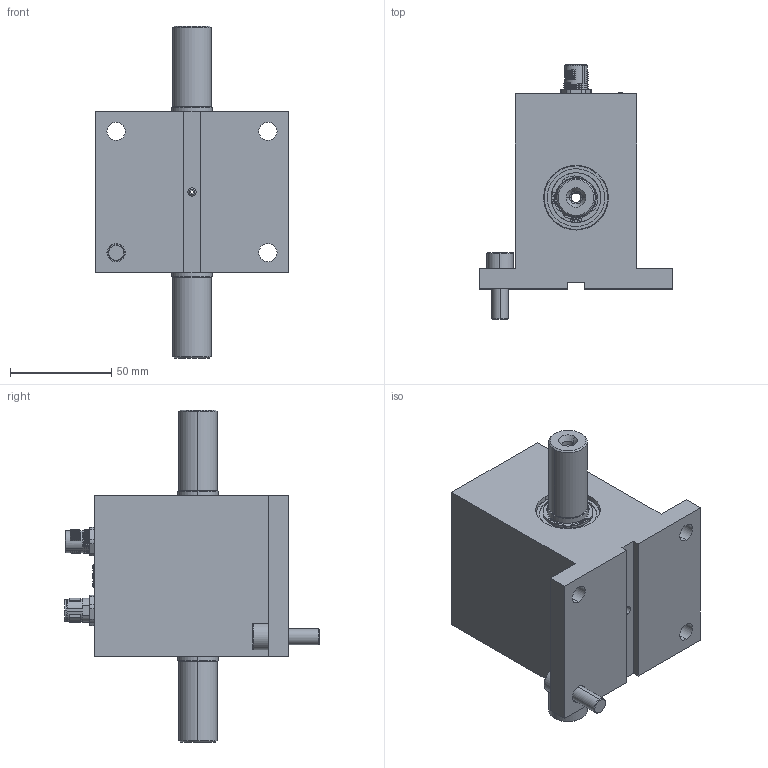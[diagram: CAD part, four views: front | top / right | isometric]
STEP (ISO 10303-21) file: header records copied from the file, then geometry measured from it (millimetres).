
FILE_DESCRIPTION (( 'STEP AP203' ), '1' );
FILE_NAME ('424-111-000-011_EF.STEP', '2020-12-18T14:33:55', ( 'magtrol' ), ( '' ), 'SwSTEP 2.0', 'SolidWorks 2020', '' );
FILE_SCHEMA (( 'CONFIG_CONTROL_DESIGN' ));
Length unit declared in the file: millimetre
Products named in the file (1): 424-111-000-011_EF
Bounding box: 95 x 125.8 x 164 mm (x, y, z)
Surface area: 59264.7 mm2 (no closed solid volume)
Topology: 0 solids, 50 shells, 645 faces, 2387 edges, 1727 vertices
Faces by surface type: plane 256, cylinder 219, cone 84, bspline 60, torus 26
Entity records: 28755 total; most frequent: CARTESIAN_POINT 9873, DIRECTION 3573, ORIENTED_EDGE 3571, EDGE_CURVE 2365, VERTEX_POINT 1727, AXIS2_PLACEMENT_3D 1214, VECTOR 1145, LINE 1145
